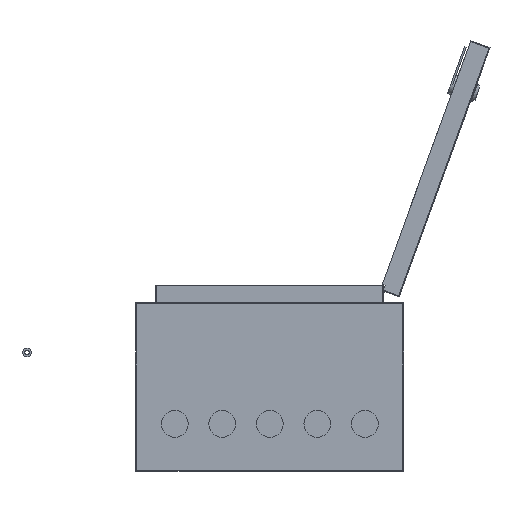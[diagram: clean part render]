
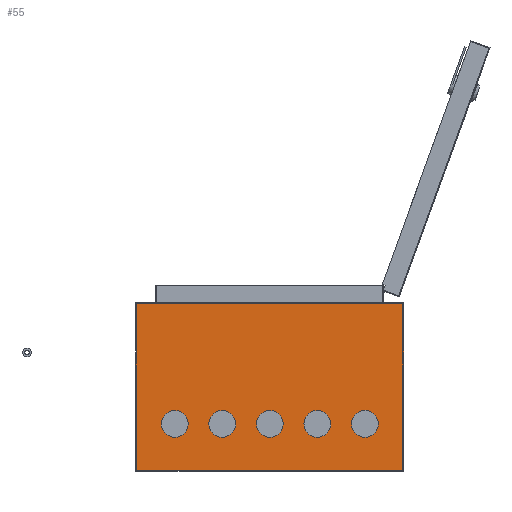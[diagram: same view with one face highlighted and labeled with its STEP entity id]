
A CAD part, front view. The second image highlights one B-rep face of the part: STEP entity #55.
In plain terms, the highlighted planar face has unit normal (0, -1, 0).
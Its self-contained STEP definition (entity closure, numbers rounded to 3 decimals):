
#14 = CARTESIAN_POINT ( 'NONE',  ( -155., -197.5, 0. ) ) ;
#55 = ADVANCED_FACE ( 'NONE', ( #4918, #3416, #2293, #5480, #1092, #1656 ), #3225, .F. ) ;
#67 = CARTESIAN_POINT ( 'NONE',  ( -155., -197.5, -195. ) ) ;
#276 = EDGE_CURVE ( 'NONE', #2709, #1803, #4912, .T. ) ;
#341 = AXIS2_PLACEMENT_3D ( 'NONE', #1421, #1932, #5451 ) ;
#401 = EDGE_CURVE ( 'NONE', #3608, #3169, #4512, .T. ) ;
#454 = DIRECTION ( 'NONE',  ( 0., 0., 1. ) ) ;
#506 = ORIENTED_EDGE ( 'NONE', *, *, #276, .F. ) ;
#553 = EDGE_CURVE ( 'NONE', #1179, #5304, #3324, .T. ) ;
#667 = DIRECTION ( 'NONE',  ( 0., 1., 0. ) ) ;
#736 = AXIS2_PLACEMENT_3D ( 'NONE', #4226, #667, #4715 ) ;
#787 = AXIS2_PLACEMENT_3D ( 'NONE', #4467, #4488, #5492 ) ;
#797 = AXIS2_PLACEMENT_3D ( 'NONE', #950, #3161, #3685 ) ;
#799 = ORIENTED_EDGE ( 'NONE', *, *, #401, .F. ) ;
#804 = DIRECTION ( 'NONE',  ( 0., -1., 0. ) ) ;
#885 = VERTEX_POINT ( 'NONE', #4804 ) ;
#908 = ORIENTED_EDGE ( 'NONE', *, *, #553, .F. ) ;
#918 = EDGE_CURVE ( 'NONE', #1803, #3578, #6320, .T. ) ;
#938 = CARTESIAN_POINT ( 'NONE',  ( 0., -197.5, -124.5 ) ) ;
#950 = CARTESIAN_POINT ( 'NONE',  ( -110., -197.5, -140. ) ) ;
#1092 = FACE_BOUND ( 'NONE', #3500, .T. ) ;
#1179 = VERTEX_POINT ( 'NONE', #1939 ) ;
#1219 = DIRECTION ( 'NONE',  ( -1., 0., 0. ) ) ;
#1270 = CARTESIAN_POINT ( 'NONE',  ( 0., -197.5, -140. ) ) ;
#1339 = DIRECTION ( 'NONE',  ( 0., -1., 0. ) ) ;
#1421 = CARTESIAN_POINT ( 'NONE',  ( -55., -197.5, -140. ) ) ;
#1623 = EDGE_CURVE ( 'NONE', #3169, #3608, #4969, .T. ) ;
#1639 = CIRCLE ( 'NONE', #6523, 15.5 ) ;
#1646 = DIRECTION ( 'NONE',  ( 0., -1., 0. ) ) ;
#1656 = FACE_OUTER_BOUND ( 'NONE', #1719, .T. ) ;
#1683 = VERTEX_POINT ( 'NONE', #3931 ) ;
#1697 = ORIENTED_EDGE ( 'NONE', *, *, #5670, .F. ) ;
#1719 = EDGE_LOOP ( 'NONE', ( #506, #1913, #6466, #4125 ) ) ;
#1803 = VERTEX_POINT ( 'NONE', #14 ) ;
#1913 = ORIENTED_EDGE ( 'NONE', *, *, #6047, .F. ) ;
#1932 = DIRECTION ( 'NONE',  ( 0., -1., 0. ) ) ;
#1939 = CARTESIAN_POINT ( 'NONE',  ( -55., -197.5, -155.5 ) ) ;
#1964 = CIRCLE ( 'NONE', #3830, 15.5 ) ;
#1976 = ORIENTED_EDGE ( 'NONE', *, *, #6316, .F. ) ;
#2127 = EDGE_CURVE ( 'NONE', #885, #4923, #5996, .T. ) ;
#2150 = AXIS2_PLACEMENT_3D ( 'NONE', #2544, #6100, #454 ) ;
#2249 = CIRCLE ( 'NONE', #341, 15.5 ) ;
#2293 = FACE_BOUND ( 'NONE', #4650, .T. ) ;
#2347 = DIRECTION ( 'NONE',  ( 0., 0., -1. ) ) ;
#2355 = CARTESIAN_POINT ( 'NONE',  ( -155., -197.5, -195. ) ) ;
#2384 = EDGE_CURVE ( 'NONE', #4157, #3356, #6393, .T. ) ;
#2505 = CIRCLE ( 'NONE', #2858, 15.5 ) ;
#2544 = CARTESIAN_POINT ( 'NONE',  ( 110., -197.5, -140. ) ) ;
#2709 = VERTEX_POINT ( 'NONE', #3973 ) ;
#2763 = EDGE_CURVE ( 'NONE', #5304, #1179, #2249, .T. ) ;
#2772 = DIRECTION ( 'NONE',  ( 0., -1., 0. ) ) ;
#2858 = AXIS2_PLACEMENT_3D ( 'NONE', #1270, #5363, #4961 ) ;
#2972 = VECTOR ( 'NONE', #1219, 1000. ) ;
#3161 = DIRECTION ( 'NONE',  ( 0., -1., 0. ) ) ;
#3169 = VERTEX_POINT ( 'NONE', #4948 ) ;
#3188 = CARTESIAN_POINT ( 'NONE',  ( 55., -197.5, -124.5 ) ) ;
#3195 = EDGE_CURVE ( 'NONE', #3578, #5525, #6051, .T. ) ;
#3197 = ORIENTED_EDGE ( 'NONE', *, *, #5641, .F. ) ;
#3222 = AXIS2_PLACEMENT_3D ( 'NONE', #4794, #2772, #6372 ) ;
#3225 = PLANE ( 'NONE',  #736 ) ;
#3324 = CIRCLE ( 'NONE', #4660, 15.5 ) ;
#3356 = VERTEX_POINT ( 'NONE', #4990 ) ;
#3413 = CARTESIAN_POINT ( 'NONE',  ( 110., -197.5, -140. ) ) ;
#3416 = FACE_BOUND ( 'NONE', #5439, .T. ) ;
#3500 = EDGE_LOOP ( 'NONE', ( #1697, #6050 ) ) ;
#3549 = LINE ( 'NONE', #67, #2972 ) ;
#3568 = VECTOR ( 'NONE', #5912, 1000. ) ;
#3578 = VERTEX_POINT ( 'NONE', #4674 ) ;
#3608 = VERTEX_POINT ( 'NONE', #3188 ) ;
#3632 = DIRECTION ( 'NONE',  ( 1., 0., 0. ) ) ;
#3661 = AXIS2_PLACEMENT_3D ( 'NONE', #3413, #3940, #4981 ) ;
#3685 = DIRECTION ( 'NONE',  ( 0., 0., -1. ) ) ;
#3700 = ORIENTED_EDGE ( 'NONE', *, *, #1623, .F. ) ;
#3830 = AXIS2_PLACEMENT_3D ( 'NONE', #4392, #1339, #4892 ) ;
#3931 = CARTESIAN_POINT ( 'NONE',  ( 0., -197.5, -155.5 ) ) ;
#3940 = DIRECTION ( 'NONE',  ( 0., -1., 0. ) ) ;
#3973 = CARTESIAN_POINT ( 'NONE',  ( -155., -197.5, -195. ) ) ;
#4125 = ORIENTED_EDGE ( 'NONE', *, *, #918, .F. ) ;
#4154 = CARTESIAN_POINT ( 'NONE',  ( -55., -197.5, -124.5 ) ) ;
#4157 = VERTEX_POINT ( 'NONE', #4541 ) ;
#4211 = CARTESIAN_POINT ( 'NONE',  ( 155., -197.5, -195. ) ) ;
#4226 = CARTESIAN_POINT ( 'NONE',  ( 0., -197.5, 0. ) ) ;
#4317 = CARTESIAN_POINT ( 'NONE',  ( -110., -197.5, -140. ) ) ;
#4392 = CARTESIAN_POINT ( 'NONE',  ( 0., -197.5, -140. ) ) ;
#4467 = CARTESIAN_POINT ( 'NONE',  ( 55., -197.5, -140. ) ) ;
#4488 = DIRECTION ( 'NONE',  ( 0., -1., 0. ) ) ;
#4512 = CIRCLE ( 'NONE', #787, 15.5 ) ;
#4541 = CARTESIAN_POINT ( 'NONE',  ( -110., -197.5, -155.5 ) ) ;
#4610 = VERTEX_POINT ( 'NONE', #938 ) ;
#4650 = EDGE_LOOP ( 'NONE', ( #4991, #3197 ) ) ;
#4660 = AXIS2_PLACEMENT_3D ( 'NONE', #5725, #1646, #5194 ) ;
#4674 = CARTESIAN_POINT ( 'NONE',  ( 155., -197.5, 0. ) ) ;
#4715 = DIRECTION ( 'NONE',  ( 0., 0., 1. ) ) ;
#4725 = CARTESIAN_POINT ( 'NONE',  ( 110., -197.5, -155.5 ) ) ;
#4788 = EDGE_LOOP ( 'NONE', ( #908, #6103 ) ) ;
#4794 = CARTESIAN_POINT ( 'NONE',  ( 55., -197.5, -140. ) ) ;
#4804 = CARTESIAN_POINT ( 'NONE',  ( 110., -197.5, -124.5 ) ) ;
#4805 = DIRECTION ( 'NONE',  ( 0., 0., -1. ) ) ;
#4825 = CARTESIAN_POINT ( 'NONE',  ( -155., -197.5, 0. ) ) ;
#4892 = DIRECTION ( 'NONE',  ( 0., 0., -1. ) ) ;
#4900 = CARTESIAN_POINT ( 'NONE',  ( 155., -197.5, -195. ) ) ;
#4912 = LINE ( 'NONE', #2355, #3568 ) ;
#4918 = FACE_BOUND ( 'NONE', #6295, .T. ) ;
#4923 = VERTEX_POINT ( 'NONE', #4725 ) ;
#4948 = CARTESIAN_POINT ( 'NONE',  ( 55., -197.5, -155.5 ) ) ;
#4961 = DIRECTION ( 'NONE',  ( 0., 0., -1. ) ) ;
#4969 = CIRCLE ( 'NONE', #3222, 15.5 ) ;
#4981 = DIRECTION ( 'NONE',  ( 0., 0., 1. ) ) ;
#4990 = CARTESIAN_POINT ( 'NONE',  ( -110., -197.5, -124.5 ) ) ;
#4991 = ORIENTED_EDGE ( 'NONE', *, *, #2384, .F. ) ;
#5173 = VECTOR ( 'NONE', #2347, 1000. ) ;
#5194 = DIRECTION ( 'NONE',  ( 0., 0., -1. ) ) ;
#5304 = VERTEX_POINT ( 'NONE', #4154 ) ;
#5363 = DIRECTION ( 'NONE',  ( 0., -1., 0. ) ) ;
#5439 = EDGE_LOOP ( 'NONE', ( #1976, #5729 ) ) ;
#5451 = DIRECTION ( 'NONE',  ( 0., 0., -1. ) ) ;
#5480 = FACE_BOUND ( 'NONE', #4788, .T. ) ;
#5492 = DIRECTION ( 'NONE',  ( 0., 0., 1. ) ) ;
#5525 = VERTEX_POINT ( 'NONE', #4211 ) ;
#5550 = CIRCLE ( 'NONE', #2150, 15.5 ) ;
#5641 = EDGE_CURVE ( 'NONE', #3356, #4157, #1639, .T. ) ;
#5670 = EDGE_CURVE ( 'NONE', #1683, #4610, #2505, .T. ) ;
#5725 = CARTESIAN_POINT ( 'NONE',  ( -55., -197.5, -140. ) ) ;
#5729 = ORIENTED_EDGE ( 'NONE', *, *, #2127, .F. ) ;
#5912 = DIRECTION ( 'NONE',  ( 0., 0., 1. ) ) ;
#5996 = CIRCLE ( 'NONE', #3661, 15.5 ) ;
#6047 = EDGE_CURVE ( 'NONE', #5525, #2709, #3549, .T. ) ;
#6050 = ORIENTED_EDGE ( 'NONE', *, *, #6568, .F. ) ;
#6051 = LINE ( 'NONE', #4900, #5173 ) ;
#6100 = DIRECTION ( 'NONE',  ( 0., -1., 0. ) ) ;
#6103 = ORIENTED_EDGE ( 'NONE', *, *, #2763, .F. ) ;
#6295 = EDGE_LOOP ( 'NONE', ( #3700, #799 ) ) ;
#6316 = EDGE_CURVE ( 'NONE', #4923, #885, #5550, .T. ) ;
#6320 = LINE ( 'NONE', #4825, #6412 ) ;
#6372 = DIRECTION ( 'NONE',  ( 0., 0., 1. ) ) ;
#6393 = CIRCLE ( 'NONE', #797, 15.5 ) ;
#6412 = VECTOR ( 'NONE', #3632, 1000. ) ;
#6466 = ORIENTED_EDGE ( 'NONE', *, *, #3195, .F. ) ;
#6523 = AXIS2_PLACEMENT_3D ( 'NONE', #4317, #804, #4805 ) ;
#6568 = EDGE_CURVE ( 'NONE', #4610, #1683, #1964, .T. ) ;
